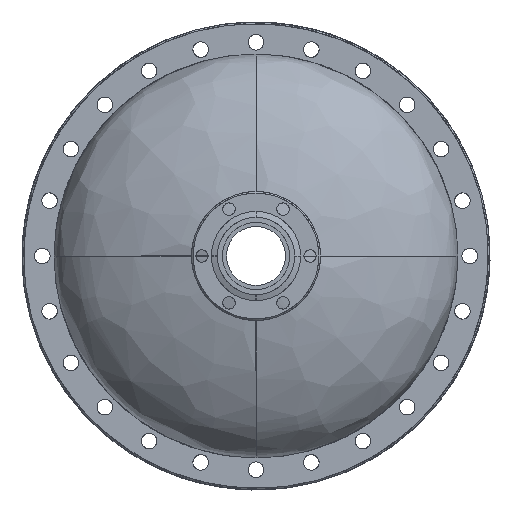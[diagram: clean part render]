
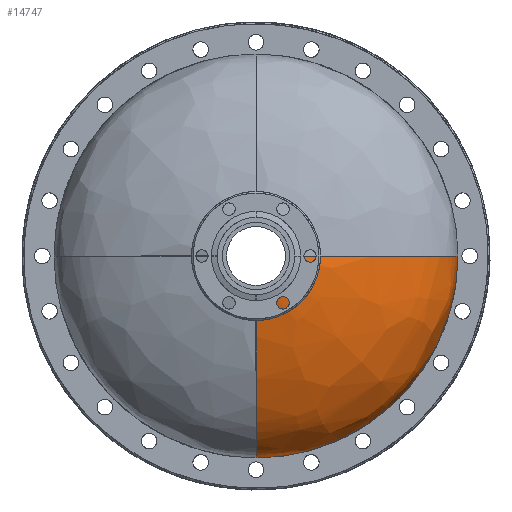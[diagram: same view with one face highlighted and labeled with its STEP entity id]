
A CAD part, front view. The second image highlights one B-rep face of the part: STEP entity #14747.
In plain terms, the highlighted free-form (B-spline) face has degree [3, 2] with [4, 3] control points.
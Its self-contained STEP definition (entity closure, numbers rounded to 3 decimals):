
#14698=(
BOUNDED_SURFACE()
B_SPLINE_SURFACE(3,2,((#14699,#14700,#14701),(#14702,#14703,#14704),(#14705,#14706,#14707),(#14708,#14709,#14710)),.UNSPECIFIED.,.F.,.F.,.F.)
B_SPLINE_SURFACE_WITH_KNOTS((4,4),(3,3),(0.000,1.000),(0.000,1.000),.UNSPECIFIED.)
GEOMETRIC_REPRESENTATION_ITEM()
RATIONAL_B_SPLINE_SURFACE(((1.,0.707,1.),(1.,0.707,1.),(1.,0.707,1.),(1.,0.707,1.)))
REPRESENTATION_ITEM('')
SURFACE()
);
#14699=CARTESIAN_POINT('',(0.,-91.473,-19.707));
#14700=CARTESIAN_POINT('',(19.707,-91.473,-19.707));
#14701=CARTESIAN_POINT('',(19.707,-91.473,0.));
#14702=CARTESIAN_POINT('',(0.,-83.521,-64.017));
#14703=CARTESIAN_POINT('',(64.017,-83.521,-64.017));
#14704=CARTESIAN_POINT('',(64.017,-83.521,0.));
#14705=CARTESIAN_POINT('',(0.,-66.94,-109.5));
#14706=CARTESIAN_POINT('',(109.5,-66.94,-109.5));
#14707=CARTESIAN_POINT('',(109.5,-66.94,0.));
#14708=CARTESIAN_POINT('',(0.,-37.935,-109.5));
#14709=CARTESIAN_POINT('',(109.5,-37.935,-109.5));
#14710=CARTESIAN_POINT('',(109.5,-37.935,0.));
#14711=CARTESIAN_POINT('',(19.707,-91.473,0.));
#14712=VERTEX_POINT('',#14711);
#14713=(
BOUNDED_CURVE()
B_SPLINE_CURVE(3,(#14714,#14715,#14716,#14717),.UNSPECIFIED.,.F.,.F.)
B_SPLINE_CURVE_WITH_KNOTS((4,4),(0.000,1.000),.UNSPECIFIED.)
CURVE()
GEOMETRIC_REPRESENTATION_ITEM()
RATIONAL_B_SPLINE_CURVE((1.,1.,1.,1.))
REPRESENTATION_ITEM('')
);
#14714=CARTESIAN_POINT('',(19.707,-91.473,0.));
#14715=CARTESIAN_POINT('',(64.017,-83.521,0.));
#14716=CARTESIAN_POINT('',(109.5,-66.94,0.));
#14717=CARTESIAN_POINT('',(109.5,-37.935,0.));
#14718=CARTESIAN_POINT('',(109.5,-37.935,0.));
#14719=VERTEX_POINT('',#14718);
#14720=EDGE_CURVE('',#14712,#14719,#14713,.T.);
#14721=ORIENTED_EDGE('',*,*,#14720,.T.);
#14722=(
BOUNDED_CURVE()
B_SPLINE_CURVE(2,(#14723,#14724,#14725),.UNSPECIFIED.,.F.,.F.)
B_SPLINE_CURVE_WITH_KNOTS((3,3),(0.000,1.000),.UNSPECIFIED.)
CURVE()
GEOMETRIC_REPRESENTATION_ITEM()
RATIONAL_B_SPLINE_CURVE((1.,0.707,1.))
REPRESENTATION_ITEM('')
);
#14723=CARTESIAN_POINT('',(109.5,-37.935,0.));
#14724=CARTESIAN_POINT('',(109.5,-37.935,-109.5));
#14725=CARTESIAN_POINT('',(0.,-37.935,-109.5));
#14726=CARTESIAN_POINT('',(0.,-37.935,-109.5));
#14727=VERTEX_POINT('',#14726);
#14728=EDGE_CURVE('',#14719,#14727,#14722,.T.);
#14729=ORIENTED_EDGE('',*,*,#14728,.T.);
#14730=(
BOUNDED_CURVE()
B_SPLINE_CURVE(3,(#14731,#14732,#14733,#14734),.UNSPECIFIED.,.F.,.F.)
B_SPLINE_CURVE_WITH_KNOTS((4,4),(0.000,1.000),.UNSPECIFIED.)
CURVE()
GEOMETRIC_REPRESENTATION_ITEM()
RATIONAL_B_SPLINE_CURVE((1.,1.,1.,1.))
REPRESENTATION_ITEM('')
);
#14731=CARTESIAN_POINT('',(0.,-37.935,-109.5));
#14732=CARTESIAN_POINT('',(0.,-66.94,-109.5));
#14733=CARTESIAN_POINT('',(0.,-83.521,-64.017));
#14734=CARTESIAN_POINT('',(0.,-91.473,-19.707));
#14735=CARTESIAN_POINT('',(0.,-91.473,-19.707));
#14736=VERTEX_POINT('',#14735);
#14737=EDGE_CURVE('',#14727,#14736,#14730,.T.);
#14738=ORIENTED_EDGE('',*,*,#14737,.T.);
#14739=(
BOUNDED_CURVE()
B_SPLINE_CURVE(2,(#14740,#14741,#14742),.UNSPECIFIED.,.F.,.F.)
B_SPLINE_CURVE_WITH_KNOTS((3,3),(0.000,1.000),.UNSPECIFIED.)
CURVE()
GEOMETRIC_REPRESENTATION_ITEM()
RATIONAL_B_SPLINE_CURVE((1.,0.707,1.))
REPRESENTATION_ITEM('')
);
#14740=CARTESIAN_POINT('',(0.,-91.473,-19.707));
#14741=CARTESIAN_POINT('',(19.707,-91.473,-19.707));
#14742=CARTESIAN_POINT('',(19.707,-91.473,0.));
#14743=EDGE_CURVE('',#14736,#14712,#14739,.T.);
#14744=ORIENTED_EDGE('',*,*,#14743,.T.);
#14745=EDGE_LOOP('',(#14721,#14729,#14738,#14744));
#14746=FACE_OUTER_BOUND('',#14745,.T.);
#14747=ADVANCED_FACE('',(#14746),#14698,.T.);
